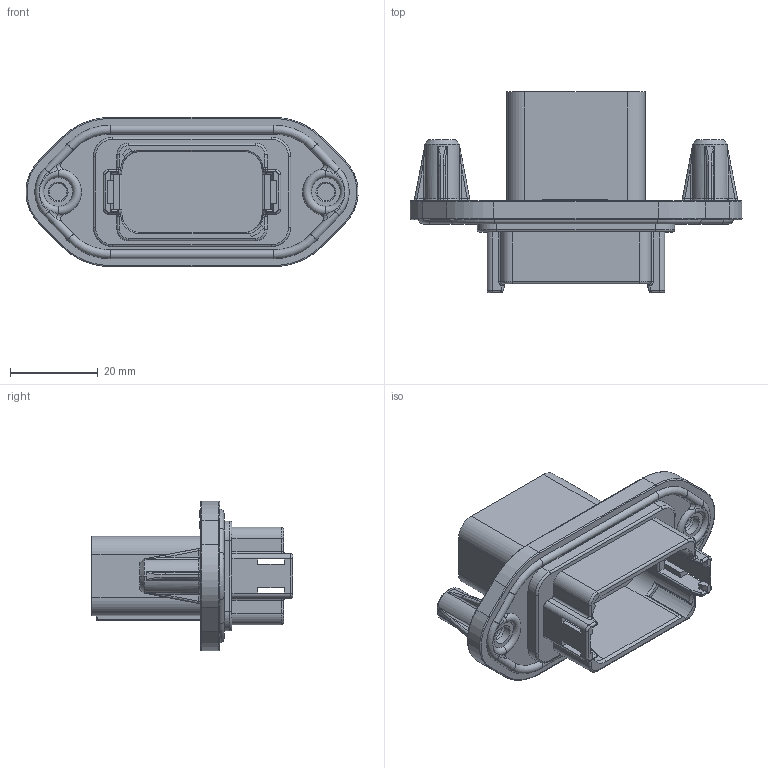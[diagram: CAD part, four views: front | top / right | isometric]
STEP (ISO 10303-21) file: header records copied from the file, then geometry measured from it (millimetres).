
FILE_DESCRIPTION((''),'2;1');
FILE_NAME('26-80426-12D','2016-02-29T',('Orion.Li'),(''),'PRO/ENGINEER BY PARAMETRIC TECHNOLOGY CORPORATION, 2013230','PRO/ENGINEER BY PARAMETRIC TECHNOLOGY CORPORATION, 2013230','');
FILE_SCHEMA(('CONFIG_CONTROL_DESIGN'));
Products named in the file (1): 26-80426-12D
Bounding box: 75.64 x 46 x 34 mm (x, y, z)
Volume: 26545.3 mm3; surface area: 13010.9 mm2
Topology: 1 solids, 1 shells, 1688 faces, 4542 edges, 2951 vertices
Faces by surface type: plane 1160, cylinder 184, extrusion 119, bspline 95, torus 84, sphere 24, cone 22
Entity records: 59348 total; most frequent: CARTESIAN_POINT 17860, ORIENTED_EDGE 9084, DIRECTION 7705, EDGE_CURVE 4542, VECTOR 3567, LINE 3448, VERTEX_POINT 2951, AXIS2_PLACEMENT_3D 2069
